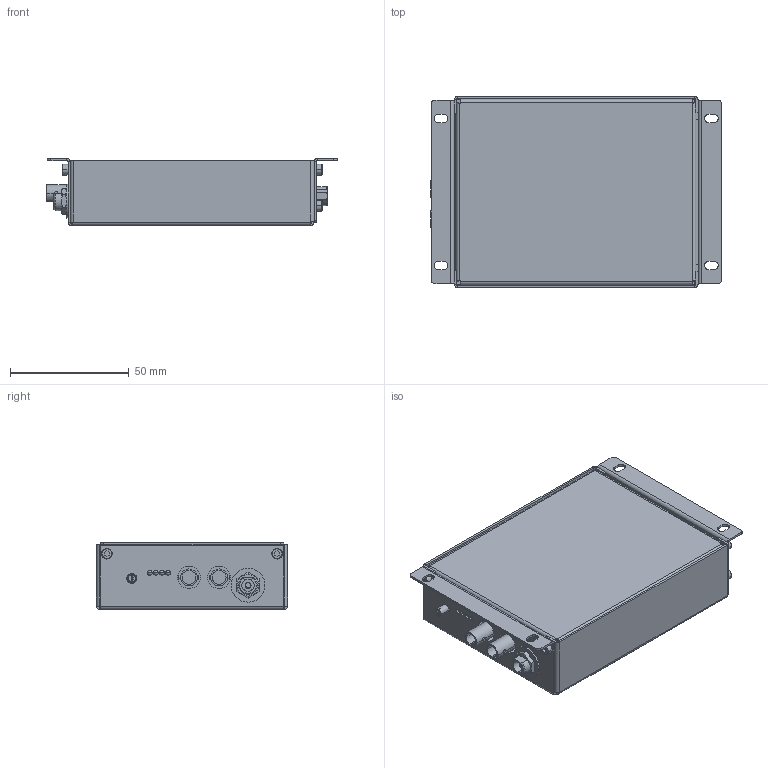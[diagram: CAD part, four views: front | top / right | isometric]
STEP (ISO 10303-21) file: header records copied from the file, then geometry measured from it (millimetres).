
FILE_DESCRIPTION (( 'STEP AP214' ), '1' );
FILE_NAME ('88202010-M40.STEP', '2012-06-16T13:32:17', ( 'Andrew' ), ( 'Microsoft' ), 'SwSTEP 2.0', 'SolidWorks 2011', '' );
FILE_SCHEMA (( 'AUTOMOTIVE_DESIGN' ));
Length unit declared in the file: millimetre
Products named in the file (17): 17213610; Hex Nut-L712; 95606A140; 5607-265; 85202770; ODD44F4R8N0X; 555-4007; HFBR 1515B - 2515B_Out (Lt Grey); L712RA; Greyhill 94HBB; M40 PCB; HFBR 1515B - 2515B_In (Dk Grey); 17213600-E; 4-40 Screw Lock for D-Sub; SHCS METRIC SST_M2.5 X 4 LNG; 88202010-M40; 17213520-F
Assembly tree (22 placements, depth 3):
  88202010-M40
    17213610
    SHCS METRIC SST_M2.5 X 4 LNG  x6
    4-40 Screw Lock for D-Sub  x2
    17213520-F
    95606A140
    17213600-E
    5607-265
    Hex Nut-L712
    85202770
      555-4007
      Greyhill 94HBB
      L712RA
      M40 PCB
      HFBR 1515B - 2515B_In (Dk Grey)
      ODD44F4R8N0X
      HFBR 1515B - 2515B_Out (Lt Grey)
Bounding box: 122.57 x 80.54 x 28.21 mm (x, y, z)
Volume: 46865.9 mm3; surface area: 88227 mm2
Topology: 21 solids, 21 shells, 2464 faces, 6008 edges, 3827 vertices
Faces by surface type: plane 1107, cylinder 886, cone 339, bspline 124, sphere 8
Entity records: 93302 total; most frequent: CARTESIAN_POINT 15656, DIRECTION 12514, ORIENTED_EDGE 11536, EDGE_CURVE 5768, AXIS2_PLACEMENT_3D 4810, VERTEX_POINT 3681, LINE 2894, VECTOR 2894
